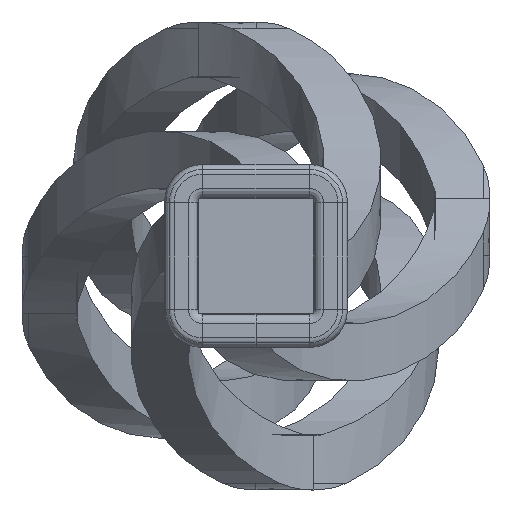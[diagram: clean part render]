
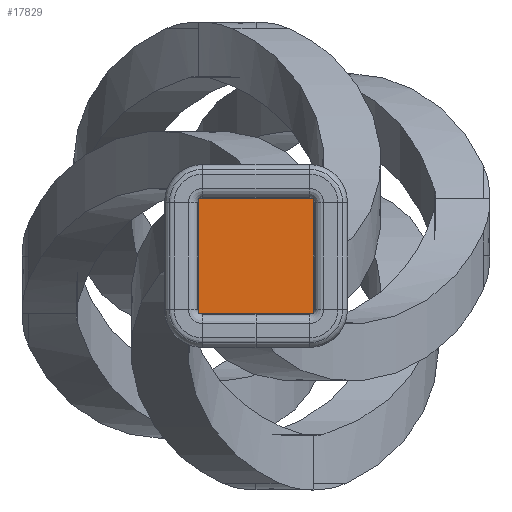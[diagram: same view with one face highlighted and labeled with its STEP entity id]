
A CAD part, front view. The second image highlights one B-rep face of the part: STEP entity #17829.
In plain terms, the highlighted planar face has unit normal (0, -1, 0).
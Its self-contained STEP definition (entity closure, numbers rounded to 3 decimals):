
#272 = FACE_OUTER_BOUND ( 'NONE', #18995, .T. ) ;
#944 = VECTOR ( 'NONE', #4043, 1000. ) ;
#1397 = DIRECTION ( 'NONE',  ( 0., 1., 0. ) ) ;
#1425 = CARTESIAN_POINT ( 'NONE',  ( -6., -450., 6. ) ) ;
#2487 = ORIENTED_EDGE ( 'NONE', *, *, #8281, .F. ) ;
#3175 = ORIENTED_EDGE ( 'NONE', *, *, #18772, .F. ) ;
#3899 = VERTEX_POINT ( 'NONE', #17639 ) ;
#4043 = DIRECTION ( 'NONE',  ( -1., 0., 0. ) ) ;
#4982 = VECTOR ( 'NONE', #16738, 1000. ) ;
#5404 = LINE ( 'NONE', #10688, #944 ) ;
#6853 = CARTESIAN_POINT ( 'NONE',  ( 6., -450., 6. ) ) ;
#6917 = VERTEX_POINT ( 'NONE', #12786 ) ;
#7098 = CARTESIAN_POINT ( 'NONE',  ( 6., -450., -6. ) ) ;
#7882 = EDGE_CURVE ( 'NONE', #14108, #6917, #5404, .T. ) ;
#8281 = EDGE_CURVE ( 'NONE', #18429, #14108, #12730, .T. ) ;
#10287 = CARTESIAN_POINT ( 'NONE',  ( 6., -450., 6. ) ) ;
#10688 = CARTESIAN_POINT ( 'NONE',  ( -6., -450., -6. ) ) ;
#11276 = VECTOR ( 'NONE', #14883, 1000. ) ;
#11419 = CARTESIAN_POINT ( 'NONE',  ( 0., -450., 0. ) ) ;
#12001 = DIRECTION ( 'NONE',  ( 0., 0., -1. ) ) ;
#12730 = LINE ( 'NONE', #7098, #20206 ) ;
#12786 = CARTESIAN_POINT ( 'NONE',  ( -6., -450., -6. ) ) ;
#13095 = DIRECTION ( 'NONE',  ( 0., 0., 1. ) ) ;
#13264 = CARTESIAN_POINT ( 'NONE',  ( 6., -450., -6. ) ) ;
#14108 = VERTEX_POINT ( 'NONE', #13264 ) ;
#14883 = DIRECTION ( 'NONE',  ( 0., 0., 1. ) ) ;
#15386 = LINE ( 'NONE', #6853, #4982 ) ;
#15865 = ORIENTED_EDGE ( 'NONE', *, *, #21153, .F. ) ;
#16363 = ORIENTED_EDGE ( 'NONE', *, *, #7882, .F. ) ;
#16738 = DIRECTION ( 'NONE',  ( 1., 0., 0. ) ) ;
#17639 = CARTESIAN_POINT ( 'NONE',  ( -6., -450., 6. ) ) ;
#17829 = ADVANCED_FACE ( 'NONE', ( #272 ), #19678, .F. ) ;
#18429 = VERTEX_POINT ( 'NONE', #10287 ) ;
#18743 = AXIS2_PLACEMENT_3D ( 'NONE', #11419, #1397, #13095 ) ;
#18772 = EDGE_CURVE ( 'NONE', #6917, #3899, #21101, .T. ) ;
#18995 = EDGE_LOOP ( 'NONE', ( #2487, #15865, #3175, #16363 ) ) ;
#19678 = PLANE ( 'NONE',  #18743 ) ;
#20206 = VECTOR ( 'NONE', #12001, 1000. ) ;
#21101 = LINE ( 'NONE', #1425, #11276 ) ;
#21153 = EDGE_CURVE ( 'NONE', #3899, #18429, #15386, .T. ) ;
